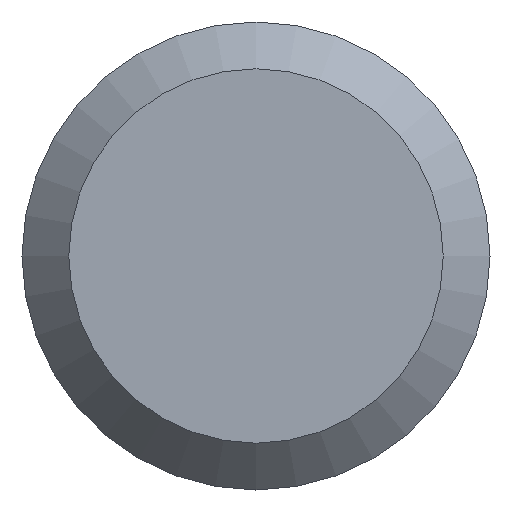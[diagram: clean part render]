
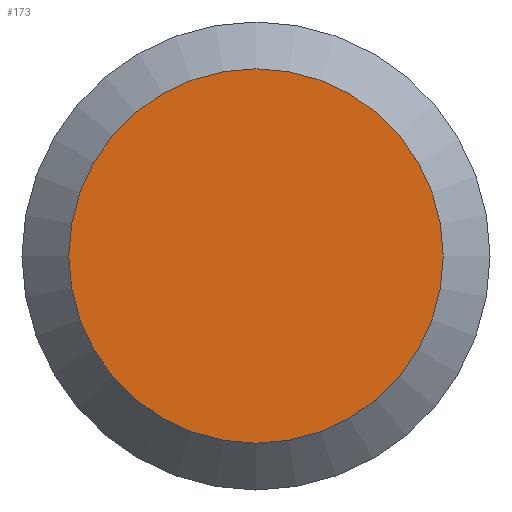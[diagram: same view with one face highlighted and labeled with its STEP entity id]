
A CAD part, left-side view. The second image highlights one B-rep face of the part: STEP entity #173.
In plain terms, the highlighted planar face has unit normal (-1, 0, 0).
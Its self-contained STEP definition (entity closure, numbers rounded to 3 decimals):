
#7 = DIRECTION ( 'NONE',  ( -1., 0., 0. ) ) ;
#9 = DIRECTION ( 'NONE',  ( 0., 0., -1. ) ) ;
#27 = DIRECTION ( 'NONE',  ( 1., 0., 0. ) ) ;
#29 = ORIENTED_EDGE ( 'NONE', *, *, #117, .T. ) ;
#45 = CIRCLE ( 'NONE', #211, 1.48 ) ;
#47 = FACE_OUTER_BOUND ( 'NONE', #87, .T. ) ;
#50 = CARTESIAN_POINT ( 'NONE',  ( 0., 0., 0. ) ) ;
#87 = EDGE_LOOP ( 'NONE', ( #29 ) ) ;
#92 = AXIS2_PLACEMENT_3D ( 'NONE', #181, #27, #210 ) ;
#117 = EDGE_CURVE ( 'NONE', #201, #201, #45, .T. ) ;
#155 = CARTESIAN_POINT ( 'NONE',  ( 0., 0., -1.48 ) ) ;
#173 = ADVANCED_FACE ( 'NONE', ( #47 ), #190, .F. ) ;
#181 = CARTESIAN_POINT ( 'NONE',  ( 0., 1.85, 0. ) ) ;
#190 = PLANE ( 'NONE',  #92 ) ;
#201 = VERTEX_POINT ( 'NONE', #155 ) ;
#210 = DIRECTION ( 'NONE',  ( 0., 0., -1. ) ) ;
#211 = AXIS2_PLACEMENT_3D ( 'NONE', #50, #7, #9 ) ;
